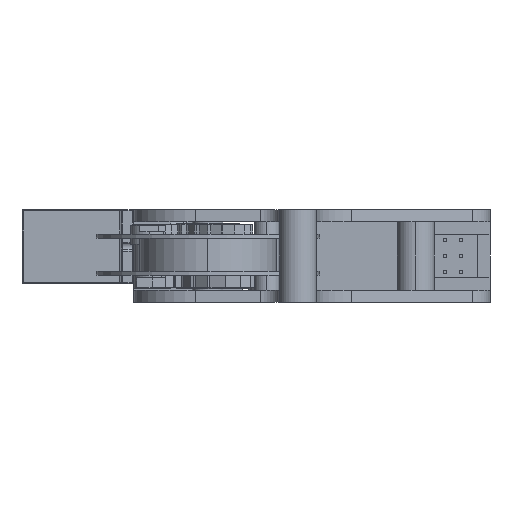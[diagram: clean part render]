
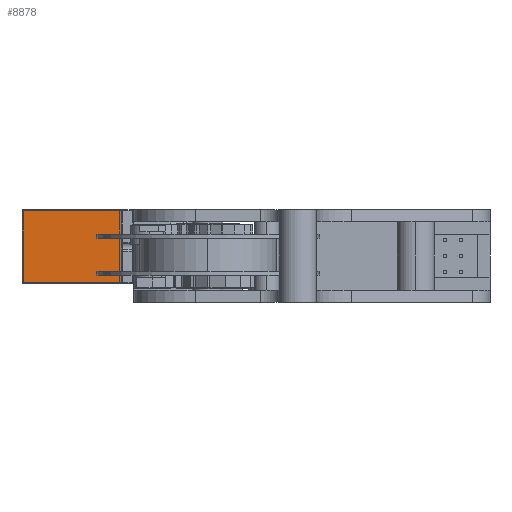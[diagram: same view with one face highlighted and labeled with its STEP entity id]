
A CAD part, left-side view. The second image highlights one B-rep face of the part: STEP entity #8878.
In plain terms, the highlighted face is planar.
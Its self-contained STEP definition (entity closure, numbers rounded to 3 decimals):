
#6169=DIRECTION('',(0.,0.,1.));
#6170=VECTOR('',#6169,11.6);
#6171=CARTESIAN_POINT('',(11.25,-15.8,-5.8));
#6172=LINE('',#6171,#6170);
#6192=DIRECTION('',(0.,-1.,0.));
#6193=VECTOR('',#6192,15.6);
#6194=CARTESIAN_POINT('',(11.25,-0.2,-5.8));
#6195=LINE('',#6194,#6193);
#6430=DIRECTION('',(0.,0.,1.));
#6431=VECTOR('',#6430,11.6);
#6432=CARTESIAN_POINT('',(11.25,-0.2,-5.8));
#6433=LINE('',#6432,#6431);
#6438=DIRECTION('',(0.,1.,0.));
#6439=VECTOR('',#6438,15.6);
#6440=CARTESIAN_POINT('',(11.25,-15.8,5.8));
#6441=LINE('',#6440,#6439);
#7273=CARTESIAN_POINT('',(11.25,-15.8,-5.8));
#7274=CARTESIAN_POINT('',(11.25,-15.8,5.8));
#7275=VERTEX_POINT('',#7273);
#7276=VERTEX_POINT('',#7274);
#7277=CARTESIAN_POINT('',(11.25,-0.2,-5.8));
#7278=VERTEX_POINT('',#7277);
#7279=CARTESIAN_POINT('',(11.25,-0.2,5.8));
#7280=VERTEX_POINT('',#7279);
#8866=CARTESIAN_POINT('',(11.25,-16.,-6.));
#8867=DIRECTION('',(1.,0.,0.));
#8868=DIRECTION('',(0.,0.,-1.));
#8869=AXIS2_PLACEMENT_3D('',#8866,#8867,#8868);
#8870=PLANE('',#8869);
#8871=ORIENTED_EDGE('',*,*,#8468,.T.);
#8873=ORIENTED_EDGE('',*,*,#8872,.T.);
#8874=ORIENTED_EDGE('',*,*,#8857,.F.);
#8875=ORIENTED_EDGE('',*,*,#8495,.T.);
#8876=EDGE_LOOP('',(#8871,#8873,#8874,#8875));
#8877=FACE_OUTER_BOUND('',#8876,.F.);
#8878=ADVANCED_FACE('',(#8877),#8870,.T.);
#8468=EDGE_CURVE('',#7275,#7276,#6172,.T.);
#8495=EDGE_CURVE('',#7278,#7275,#6195,.T.);
#8857=EDGE_CURVE('',#7278,#7280,#6433,.T.);
#8872=EDGE_CURVE('',#7276,#7280,#6441,.T.);
